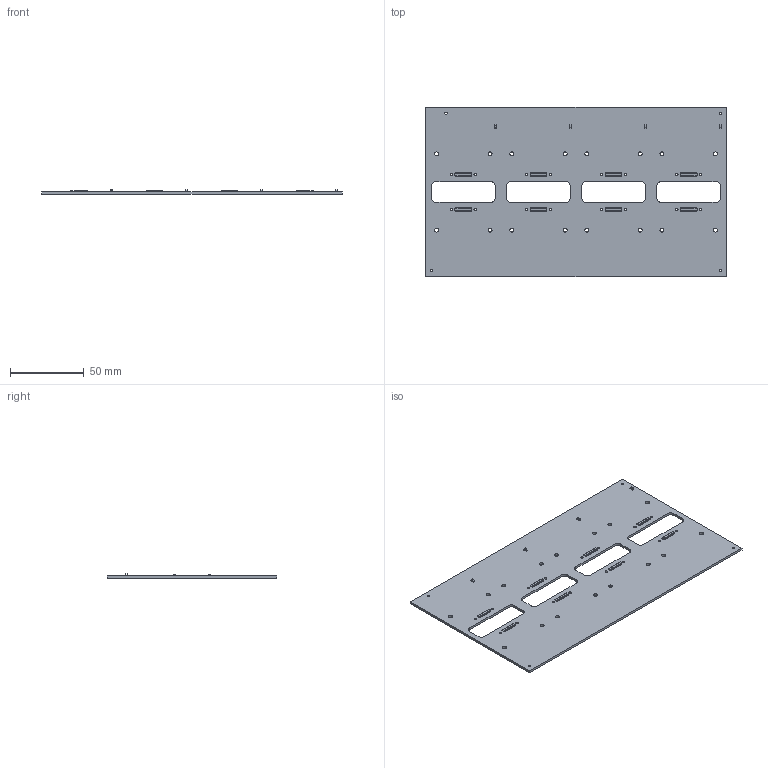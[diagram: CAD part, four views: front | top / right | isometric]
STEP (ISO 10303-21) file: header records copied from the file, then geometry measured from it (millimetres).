
FILE_DESCRIPTION(('KiCad electronic assembly'),'2;1');
FILE_NAME('Assembly Plate PCB.step','2022-03-23T17:17:19',('An Author'), ('A Company'),'Open CASCADE STEP processor 6.9', 'KiCad to STEP converter','Unknown');
FILE_SCHEMA(('AUTOMOTIVE_DESIGN { 1 0 10303 214 1 1 1 1 }'));
Length unit declared in the file: millimetre
Products named in the file (6): Open CASCADE STEP translator 6.9 1; Keystone-5084-Test-Point; SOLID; WP7B-P050VA1-R8000; COMPOUND
Assembly tree (15 placements, depth 3):
  Open CASCADE STEP translator 6.9 1
    Keystone-5084-Test-Point  x4
      SOLID
    WP7B-P050VA1-R8000  x8
      COMPOUND
    COMPOUND
Bounding box: 203.2 x 114.3 x 3.21 mm (x, y, z)
Volume: 34065.5 mm3; surface area: 44154.9 mm2
Topology: 445 solids, 445 shells, 3010 faces, 6168 edges, 4048 vertices
Faces by surface type: plane 2718, cylinder 196, torus 96
Full cylindrical faces by diameter (mm): 1.6 x20, 2.7 x16
Entity records: 28860 total; most frequent: CARTESIAN_POINT 6082, DIRECTION 4240, LINE 2732, VECTOR 2732, ORIENTED_EDGE 2088, PCURVE 2088, DEFINITIONAL_REPRESENTATION 2088, EDGE_CURVE 1044
